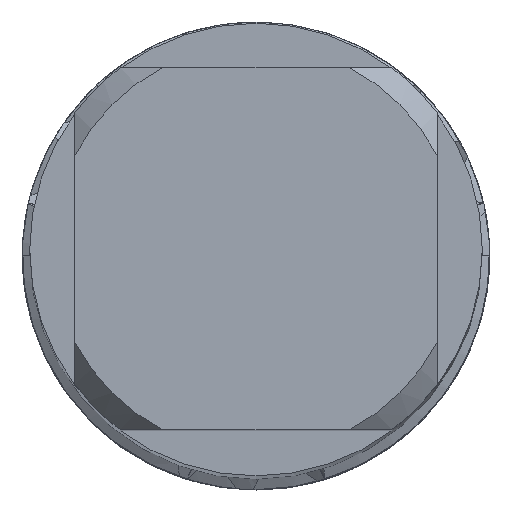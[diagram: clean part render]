
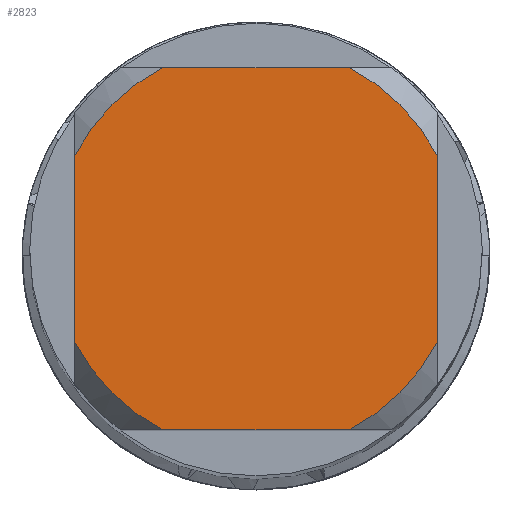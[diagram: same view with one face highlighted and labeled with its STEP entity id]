
A CAD part, top view. The second image highlights one B-rep face of the part: STEP entity #2823.
In plain terms, the highlighted planar face has unit normal (0, 0, 1).
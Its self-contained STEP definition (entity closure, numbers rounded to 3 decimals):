
#1255=EDGE_CURVE('',#2167,#1599,#3365,.T.);
#1305=VERTEX_POINT('',#3421);
#1465=EDGE_CURVE('',#2167,#2589,#3591,.T.);
#1599=VERTEX_POINT('',#3739);
#1705=VERTEX_POINT('',#3859);
#1901=VERTEX_POINT('',#4071);
#1947=EDGE_CURVE('',#2729,#1901,#4121,.T.);
#1961=EDGE_CURVE('',#1705,#1305,#4135,.T.);
#2083=EDGE_CURVE('',#1705,#1599,#4272,.T.);
#2167=VERTEX_POINT('',#4365);
#2205=VERTEX_POINT('',#4403);
#2215=EDGE_CURVE('',#2205,#2589,#4413,.T.);
#2267=EDGE_CURVE('',#2205,#1901,#4469,.T.);
#2565=EDGE_CURVE('',#2729,#1305,#4794,.T.);
#2589=VERTEX_POINT('',#4819);
#2729=VERTEX_POINT('',#4972);
#2823=ADVANCED_FACE('',(#5072),#5073,.T.);
#3365=CIRCLE('',#5889,4.5);
#3421=CARTESIAN_POINT('',(-2.062,4.0,0.0));
#3591=LINE('',#6617,#6618);
#3739=CARTESIAN_POINT('',(-4.0,-2.062,0.0));
#3859=CARTESIAN_POINT('',(-4.0,2.062,0.0));
#4071=CARTESIAN_POINT('',(4.0,2.062,0.0));
#4121=CIRCLE('',#8135,4.5);
#4135=CIRCLE('',#8176,4.5);
#4272=LINE('',#8925,#8926);
#4365=CARTESIAN_POINT('',(-2.062,-4.0,0.0));
#4403=CARTESIAN_POINT('',(4.0,-2.062,0.0));
#4413=CIRCLE('',#9287,4.5);
#4469=LINE('',#9403,#9404);
#4794=LINE('',#10681,#10682);
#4819=CARTESIAN_POINT('',(2.062,-4.0,0.0));
#4972=CARTESIAN_POINT('',(2.062,4.0,0.0));
#5072=FACE_OUTER_BOUND('',#11226,.T.);
#5073=PLANE('',#11227);
#5889=AXIS2_PLACEMENT_3D('',#12308,#12309,#12310);
#6617=CARTESIAN_POINT('',(0.0,-4.0,0.0));
#6618=VECTOR('',#12502,1.0);
#8135=AXIS2_PLACEMENT_3D('',#13134,#13135,#13136);
#8176=AXIS2_PLACEMENT_3D('',#13144,#13145,#13146);
#8925=CARTESIAN_POINT('',(-4.0,1.125,0.0));
#8926=VECTOR('',#13399,1.0);
#9287=AXIS2_PLACEMENT_3D('',#13507,#13508,#13509);
#9403=CARTESIAN_POINT('',(4.0,1.125,0.0));
#9404=VECTOR('',#13558,1.0);
#10681=CARTESIAN_POINT('',(0.0,4.0,0.0));
#10682=VECTOR('',#13911,1.0);
#11226=EDGE_LOOP('',(#14196,#14197,#14198,#14199,#14200,#14201,#14202,#14203));
#11227=AXIS2_PLACEMENT_3D('',#14204,#14205,#14206);
#12308=CARTESIAN_POINT('',(0.0,0.0,0.0));
#12309=DIRECTION('',(0.0,0.0,-1.0));
#12310=DIRECTION('',(0.0,1.0,0.0));
#12502=DIRECTION('',(1.0,0.0,0.0));
#13134=CARTESIAN_POINT('',(0.0,0.0,0.0));
#13135=DIRECTION('',(0.0,0.0,-1.0));
#13136=DIRECTION('',(0.0,1.0,0.0));
#13144=CARTESIAN_POINT('',(0.0,0.0,0.0));
#13145=DIRECTION('',(0.0,0.0,-1.0));
#13146=DIRECTION('',(0.0,1.0,0.0));
#13399=DIRECTION('',(-0.0,-1.0,0.0));
#13507=CARTESIAN_POINT('',(0.0,0.0,0.0));
#13508=DIRECTION('',(0.0,0.0,-1.0));
#13509=DIRECTION('',(0.0,1.0,0.0));
#13558=DIRECTION('',(-0.0,1.0,0.0));
#13911=DIRECTION('',(-1.0,0.0,0.0));
#14196=ORIENTED_EDGE('',*,*,#2083,.T.);
#14197=ORIENTED_EDGE('',*,*,#1255,.F.);
#14198=ORIENTED_EDGE('',*,*,#1465,.T.);
#14199=ORIENTED_EDGE('',*,*,#2215,.F.);
#14200=ORIENTED_EDGE('',*,*,#2267,.T.);
#14201=ORIENTED_EDGE('',*,*,#1947,.F.);
#14202=ORIENTED_EDGE('',*,*,#2565,.T.);
#14203=ORIENTED_EDGE('',*,*,#1961,.F.);
#14204=CARTESIAN_POINT('',(0.0,2.25,0.0));
#14205=DIRECTION('',(-0.0,0.0,1.0));
#14206=DIRECTION('',(0.0,-1.0,0.0));
